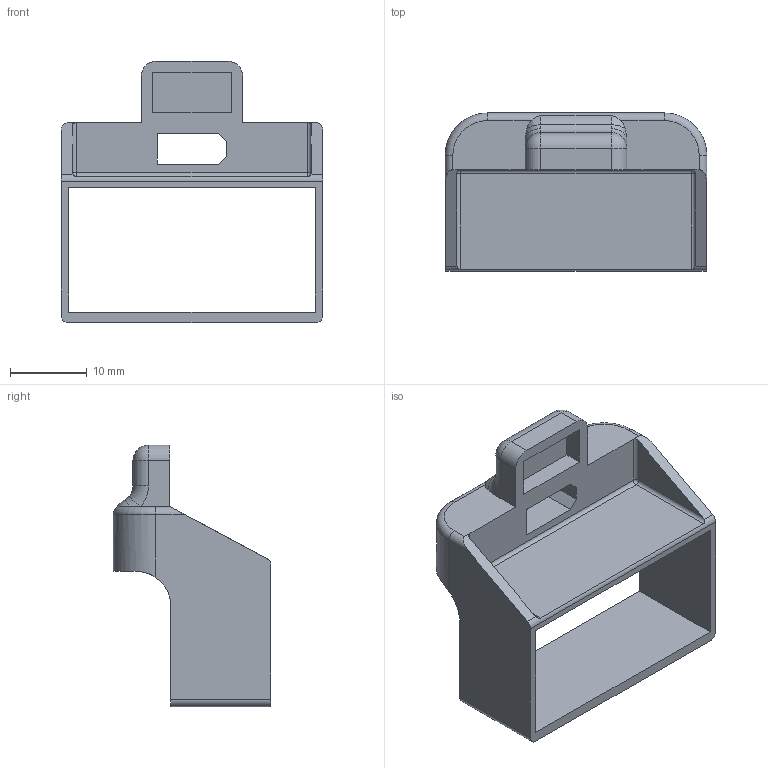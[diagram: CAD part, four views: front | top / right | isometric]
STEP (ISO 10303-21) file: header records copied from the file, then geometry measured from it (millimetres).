
FILE_DESCRIPTION((''),'2;1');
FILE_SCHEMA(('AUTOMOTIVE_DESIGN { 1 0 10303 214 1 1 1 1 }'));
Length unit declared in the file: millimetre
Products named in the file (1): Battery_holder_magnetic_lid
Bounding box: 34 x 20.49 x 34 mm (x, y, z)
Volume: 3915.7 mm3; surface area: 4485 mm2
Topology: 1 solids, 1 shells, 73 faces, 193 edges, 118 vertices
Faces by surface type: plane 31, cylinder 28, bspline 6, torus 6, sphere 2
Entity records: 2402 total; most frequent: CARTESIAN_POINT 567, DIRECTION 381, ORIENTED_EDGE 378, EDGE_CURVE 189, AXIS2_PLACEMENT_3D 134, VERTEX_POINT 118, VECTOR 113, LINE 113
